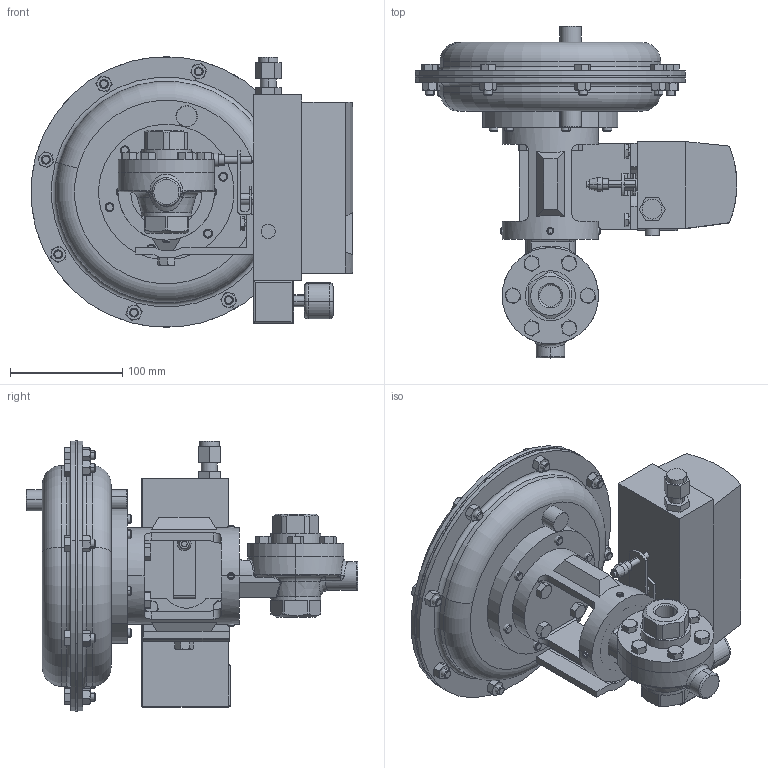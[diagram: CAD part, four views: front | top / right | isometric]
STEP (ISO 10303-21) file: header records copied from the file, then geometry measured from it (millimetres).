
FILE_DESCRIPTION (( 'STEP AP203' ), '1' );
FILE_NAME ('70SP-050-CS+S6-PT-35M-16IQ.STEP', '2017-09-11T13:38:29', ( '' ), ( '' ), 'SwSTEP 2.0', 'SolidWorks 2014', '' );
FILE_SCHEMA (( 'CONFIG_CONTROL_DESIGN' ));
Length unit declared in the file: inch
Products named in the file (1): 70SP-050-CS+S6-PT-35M-16IQ
Bounding box: 286.54 x 295.44 x 240.92 mm (x, y, z)
Volume: 4434873.4 mm3; surface area: 577233.2 mm2
Topology: 52 solids, 52 shells, 1057 faces, 2318 edges, 1403 vertices
Faces by surface type: plane 489, cone 345, cylinder 173, torus 28, bspline 18, sphere 4
Entity records: 32093 total; most frequent: CARTESIAN_POINT 9716, ORIENTED_EDGE 4608, DIRECTION 4525, EDGE_CURVE 2304, AXIS2_PLACEMENT_3D 1782, VERTEX_POINT 1403, EDGE_LOOP 1113, FACE_OUTER_BOUND 1057
